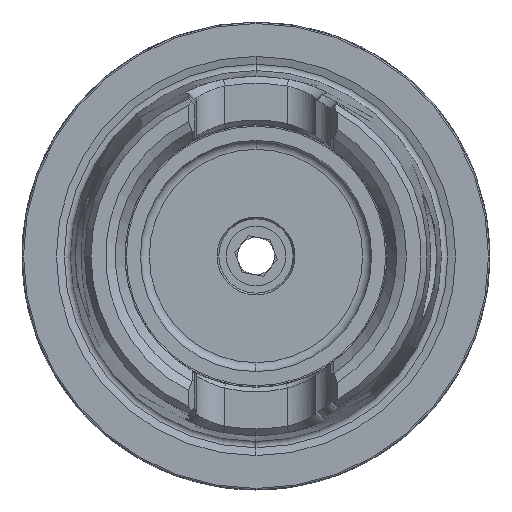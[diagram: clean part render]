
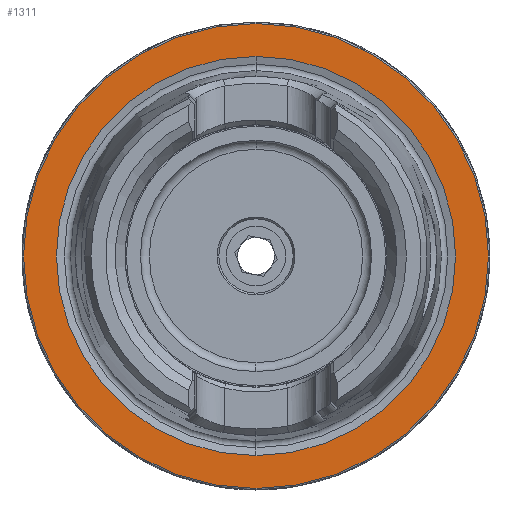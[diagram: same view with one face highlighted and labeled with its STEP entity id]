
A CAD part, left-side view. The second image highlights one B-rep face of the part: STEP entity #1311.
In plain terms, the highlighted planar face has unit normal (-1, 0, 0).
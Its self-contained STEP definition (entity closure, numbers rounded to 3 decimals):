
#129 = ORIENTED_EDGE ( 'NONE', *, *, #9681, .T. ) ;
#217 = CARTESIAN_POINT ( 'NONE',  ( 0., 31.275, 0. ) ) ;
#345 = EDGE_LOOP ( 'NONE', ( #129, #2584 ) ) ;
#469 = ORIENTED_EDGE ( 'NONE', *, *, #949, .F. ) ;
#473 = DIRECTION ( 'NONE',  ( -1., 0., 0. ) ) ;
#480 = FACE_OUTER_BOUND ( 'NONE', #345, .T. ) ;
#489 = FACE_BOUND ( 'NONE', #2207, .T. ) ;
#550 = AXIS2_PLACEMENT_3D ( 'NONE', #3071, #473, #8442 ) ;
#648 = PLANE ( 'NONE',  #4479 ) ;
#775 = CIRCLE ( 'NONE', #8595, 26.85 ) ;
#785 = CARTESIAN_POINT ( 'NONE',  ( 0., 0., -31.275 ) ) ;
#839 = DIRECTION ( 'NONE',  ( 0., 0., -1. ) ) ;
#949 = EDGE_CURVE ( 'NONE', #8162, #3222, #8796, .T. ) ;
#1021 = AXIS2_PLACEMENT_3D ( 'NONE', #4127, #4109, #4099 ) ;
#1311 = ADVANCED_FACE ( 'NONE', ( #489, #480 ), #648, .F. ) ;
#2192 = ORIENTED_EDGE ( 'NONE', *, *, #8095, .F. ) ;
#2207 = EDGE_LOOP ( 'NONE', ( #469, #2192 ) ) ;
#2584 = ORIENTED_EDGE ( 'NONE', *, *, #8618, .T. ) ;
#3071 = CARTESIAN_POINT ( 'NONE',  ( 0., 0., 0. ) ) ;
#3214 = DIRECTION ( 'NONE',  ( 1., 0., 0. ) ) ;
#3222 = VERTEX_POINT ( 'NONE', #4080 ) ;
#4080 = CARTESIAN_POINT ( 'NONE',  ( 0., 0., -26.85 ) ) ;
#4099 = DIRECTION ( 'NONE',  ( 0., 0., 1. ) ) ;
#4109 = DIRECTION ( 'NONE',  ( -1., 0., 0. ) ) ;
#4127 = CARTESIAN_POINT ( 'NONE',  ( 0., 0., 0. ) ) ;
#4174 = CIRCLE ( 'NONE', #1021, 31.275 ) ;
#4479 = AXIS2_PLACEMENT_3D ( 'NONE', #217, #3214, #839 ) ;
#5053 = AXIS2_PLACEMENT_3D ( 'NONE', #9268, #9225, #9190 ) ;
#6850 = VERTEX_POINT ( 'NONE', #10339 ) ;
#8084 = CIRCLE ( 'NONE', #5053, 31.275 ) ;
#8095 = EDGE_CURVE ( 'NONE', #3222, #8162, #775, .T. ) ;
#8162 = VERTEX_POINT ( 'NONE', #10251 ) ;
#8442 = DIRECTION ( 'NONE',  ( 0., 0., 1. ) ) ;
#8595 = AXIS2_PLACEMENT_3D ( 'NONE', #10417, #10398, #10377 ) ;
#8618 = EDGE_CURVE ( 'NONE', #10711, #6850, #4174, .T. ) ;
#8796 = CIRCLE ( 'NONE', #550, 26.85 ) ;
#9190 = DIRECTION ( 'NONE',  ( 0., 0., 1. ) ) ;
#9225 = DIRECTION ( 'NONE',  ( -1., 0., 0. ) ) ;
#9268 = CARTESIAN_POINT ( 'NONE',  ( 0., 0., 0. ) ) ;
#9681 = EDGE_CURVE ( 'NONE', #6850, #10711, #8084, .T. ) ;
#10251 = CARTESIAN_POINT ( 'NONE',  ( 0., 0., 26.85 ) ) ;
#10339 = CARTESIAN_POINT ( 'NONE',  ( 0., 0., 31.275 ) ) ;
#10377 = DIRECTION ( 'NONE',  ( 0., 0., 1. ) ) ;
#10398 = DIRECTION ( 'NONE',  ( -1., 0., 0. ) ) ;
#10417 = CARTESIAN_POINT ( 'NONE',  ( 0., 0., 0. ) ) ;
#10711 = VERTEX_POINT ( 'NONE', #785 ) ;
